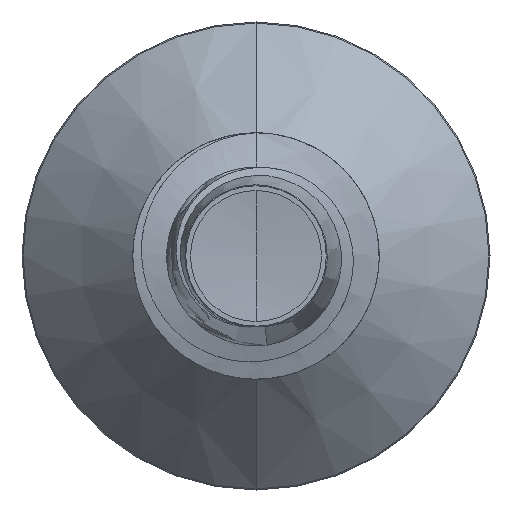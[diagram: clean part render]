
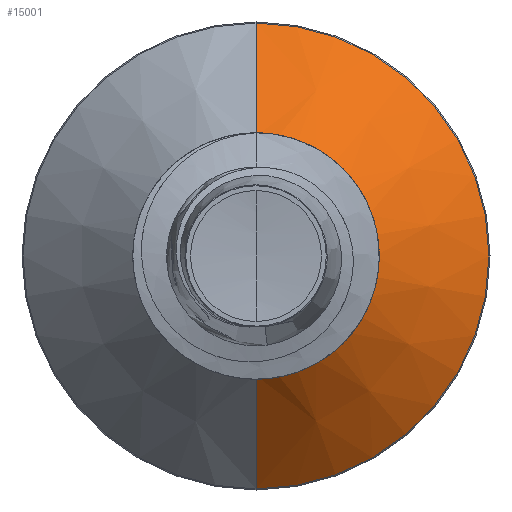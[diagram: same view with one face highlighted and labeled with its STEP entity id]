
A CAD part, front view. The second image highlights one B-rep face of the part: STEP entity #15001.
In plain terms, the highlighted conical face has half-angle 45 degrees and reference radius 0.97 mm.
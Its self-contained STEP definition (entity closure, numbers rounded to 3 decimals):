
#307 = EDGE_CURVE ( 'NONE', #5963, #14910, #7696, .T. ) ;
#382 = VECTOR ( 'NONE', #2291, 1000. ) ;
#1019 = DIRECTION ( 'NONE',  ( 0., 0.707, -0.707 ) ) ;
#1293 = ORIENTED_EDGE ( 'NONE', *, *, #307, .T. ) ;
#1494 = CARTESIAN_POINT ( 'NONE',  ( 0., 7.72, 0.97 ) ) ;
#2010 = ORIENTED_EDGE ( 'NONE', *, *, #17098, .F. ) ;
#2291 = DIRECTION ( 'NONE',  ( 0., 0.707, 0.707 ) ) ;
#5022 = CARTESIAN_POINT ( 'NONE',  ( 0., 7.72, 0. ) ) ;
#5043 = DIRECTION ( 'NONE',  ( 0., 1., 0. ) ) ;
#5262 = CARTESIAN_POINT ( 'NONE',  ( 0., 7.72, -0.97 ) ) ;
#5590 = DIRECTION ( 'NONE',  ( 0., 0., 1. ) ) ;
#5963 = VERTEX_POINT ( 'NONE', #6476 ) ;
#6388 = DIRECTION ( 'NONE',  ( 0., 0., 1. ) ) ;
#6396 = DIRECTION ( 'NONE',  ( 0., 1., 0. ) ) ;
#6421 = CARTESIAN_POINT ( 'NONE',  ( 0., 7.72, 0. ) ) ;
#6476 = CARTESIAN_POINT ( 'NONE',  ( 0., 7.72, -0.97 ) ) ;
#6887 = CARTESIAN_POINT ( 'NONE',  ( 0., 8.641, -1.891 ) ) ;
#7038 = FACE_OUTER_BOUND ( 'NONE', #11783, .T. ) ;
#7364 = VERTEX_POINT ( 'NONE', #15146 ) ;
#7425 = ORIENTED_EDGE ( 'NONE', *, *, #8936, .F. ) ;
#7696 = LINE ( 'NONE', #5262, #11897 ) ;
#8593 = VERTEX_POINT ( 'NONE', #10864 ) ;
#8936 = EDGE_CURVE ( 'NONE', #8593, #14910, #11648, .T. ) ;
#9275 = CIRCLE ( 'NONE', #15969, 0.97 ) ;
#9636 = DIRECTION ( 'NONE',  ( 0., 0., 1. ) ) ;
#9640 = DIRECTION ( 'NONE',  ( 0., 1., 0. ) ) ;
#9656 = CARTESIAN_POINT ( 'NONE',  ( 0., 8.641, 0. ) ) ;
#10429 = EDGE_CURVE ( 'NONE', #7364, #5963, #9275, .T. ) ;
#10864 = CARTESIAN_POINT ( 'NONE',  ( 0., 8.641, 1.891 ) ) ;
#11648 = CIRCLE ( 'NONE', #12424, 1.891 ) ;
#11783 = EDGE_LOOP ( 'NONE', ( #15602, #1293, #7425, #2010 ) ) ;
#11897 = VECTOR ( 'NONE', #1019, 1000. ) ;
#12424 = AXIS2_PLACEMENT_3D ( 'NONE', #9656, #9640, #9636 ) ;
#14910 = VERTEX_POINT ( 'NONE', #6887 ) ;
#15001 = ADVANCED_FACE ( 'NONE', ( #7038 ), #15669, .T. ) ;
#15146 = CARTESIAN_POINT ( 'NONE',  ( 0., 7.72, 0.97 ) ) ;
#15540 = LINE ( 'NONE', #1494, #382 ) ;
#15602 = ORIENTED_EDGE ( 'NONE', *, *, #10429, .T. ) ;
#15669 = CONICAL_SURFACE ( 'NONE', #16040, 0.97, 0.785 ) ;
#15969 = AXIS2_PLACEMENT_3D ( 'NONE', #6421, #6396, #6388 ) ;
#16040 = AXIS2_PLACEMENT_3D ( 'NONE', #5022, #5043, #5590 ) ;
#17098 = EDGE_CURVE ( 'NONE', #7364, #8593, #15540, .T. ) ;
